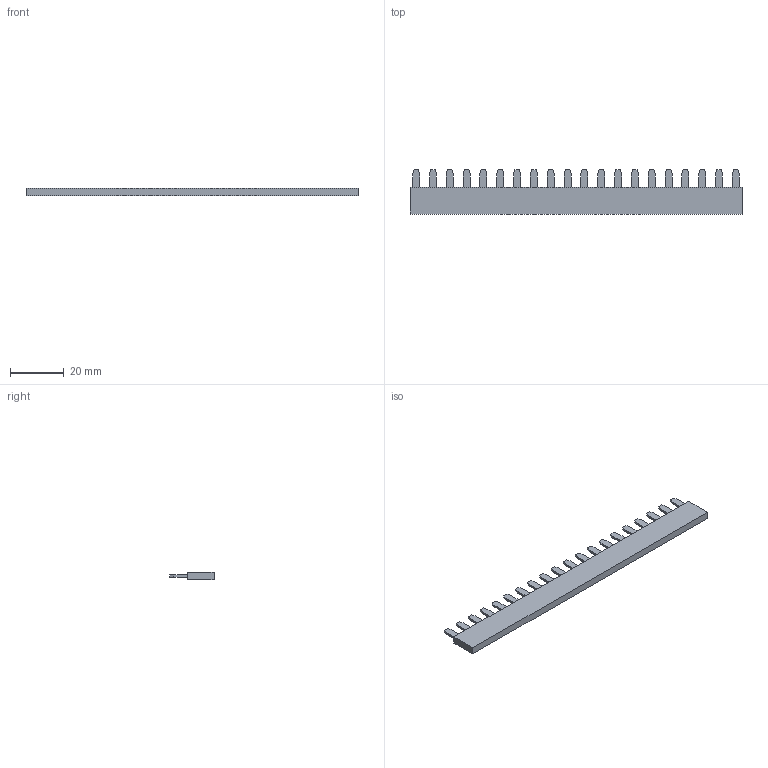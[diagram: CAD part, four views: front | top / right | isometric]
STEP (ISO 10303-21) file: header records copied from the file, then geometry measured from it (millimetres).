
FILE_DESCRIPTION(/* description */ (''),/* implementation_level */ '2;1');
FILE_NAME(/* name */ '3d_HR5X9008.stp',/* time_stamp */ '2018-11-19T07:34:46+01:00',/* author */ ('Andrzej'),/* organization */ (''),/* preprocessor_version */ 'ST-DEVELOPER v16.13',/* originating_system */ 'AutoCAD Mechanical',/* authorisation */ '');
FILE_SCHEMA (('AUTOMOTIVE_DESIGN { 1 0 10303 214 3 1 1 }'));
Length unit declared in the file: millimetre
Products named in the file (1): Product
Bounding box: 124 x 16.5 x 2.8 mm (x, y, z)
Volume: 3730.4 mm3; surface area: 4071 mm2
Topology: 1 solids, 1 shells, 146 faces, 372 edges, 248 vertices
Faces by surface type: plane 146
Entity records: 4339 total; most frequent: CARTESIAN_POINT 767, ORIENTED_EDGE 744, DIRECTION 666, LINE 372, VECTOR 372, EDGE_CURVE 372, VERTEX_POINT 248, EDGE_LOOP 166
